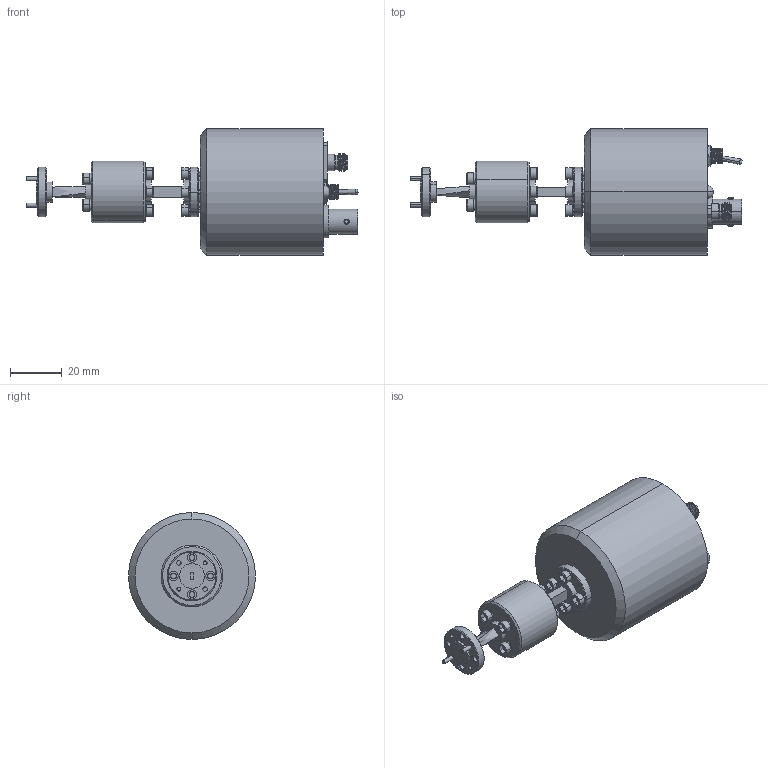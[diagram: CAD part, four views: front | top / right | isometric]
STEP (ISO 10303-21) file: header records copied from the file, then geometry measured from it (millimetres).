
FILE_DESCRIPTION (( 'STEP AP214' ), '1' );
FILE_NAME ('TZ-WW.STEP', '2023-03-23T18:16:39', ( '' ), ( '' ), 'SwSTEP 2.0', 'SolidWorks 2021', '' );
FILE_SCHEMA (( 'AUTOMOTIVE_DESIGN' ));
Length unit declared in the file: inch
Products named in the file (1): TZ-WW
Bounding box: 128.27 x 49.02 x 49.02 mm (x, y, z)
Volume: 102711.3 mm3; surface area: 20774.9 mm2
Topology: 8 solids, 10 shells, 726 faces, 1717 edges, 1078 vertices
Faces by surface type: cylinder 297, plane 277, cone 105, torus 30, bspline 17
Entity records: 33106 total; most frequent: CARTESIAN_POINT 7115, DIRECTION 3491, ORIENTED_EDGE 3422, EDGE_CURVE 1711, AXIS2_PLACEMENT_3D 1323, VERTEX_POINT 1078, EDGE_LOOP 853, LINE 845
